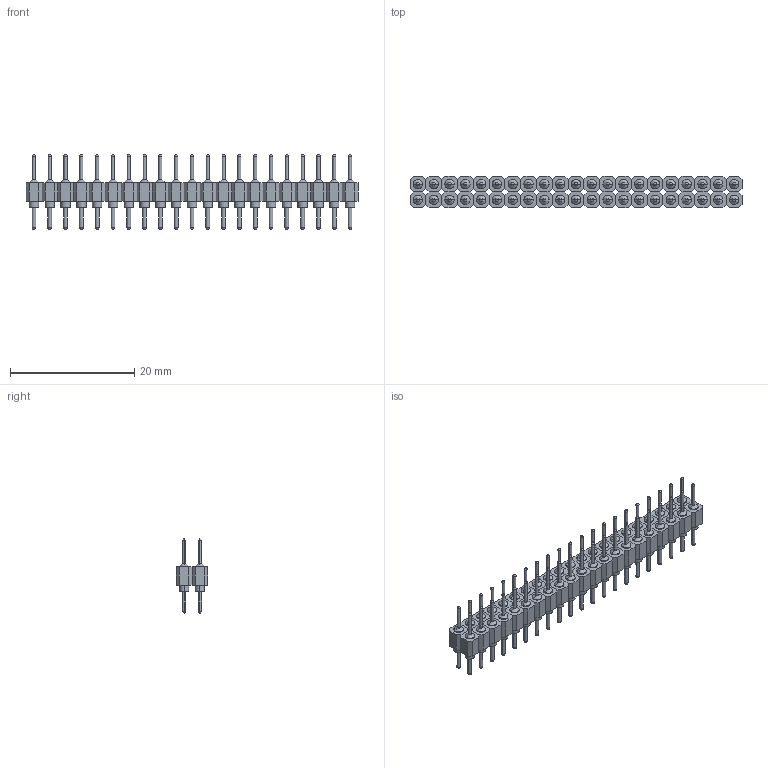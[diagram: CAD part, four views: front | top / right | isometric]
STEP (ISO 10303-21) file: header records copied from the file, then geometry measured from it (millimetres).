
FILE_DESCRIPTION (( 'STEP AP214' ), '1' );
FILE_NAME ('21x2 male.stp', '2023-01-16T00:11:55', ( '' ), ( '' ), 'SwSTEP 2.0', 'SolidWorks 2022', '' );
FILE_SCHEMA (( 'AUTOMOTIVE_DESIGN' ));
Length unit declared in the file: millimetre
Products named in the file (1): 21x2 male
Bounding box: 53.34 x 5.08 x 12 mm (x, y, z)
Volume: 913.5 mm3; surface area: 2380.5 mm2
Topology: 42 solids, 42 shells, 1092 faces, 2688 edges, 1680 vertices
Faces by surface type: plane 504, cylinder 336, sphere 168, cone 84
Entity records: 41961 total; most frequent: DIRECTION 5462, CARTESIAN_POINT 4957, ORIENTED_EDGE 4704, EDGE_CURVE 2352, AXIS2_PLACEMENT_3D 2017, VERTEX_POINT 1512, LINE 1428, VECTOR 1428
